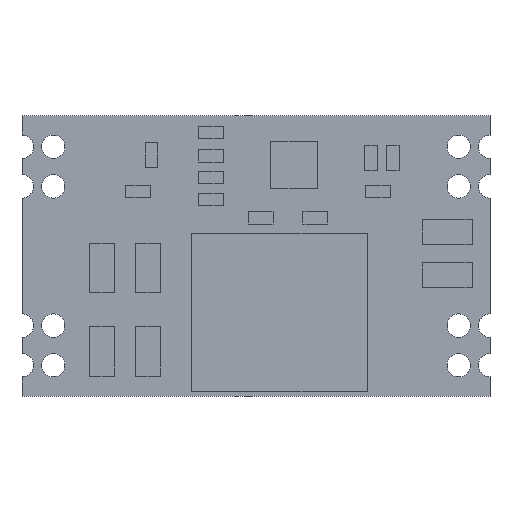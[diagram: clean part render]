
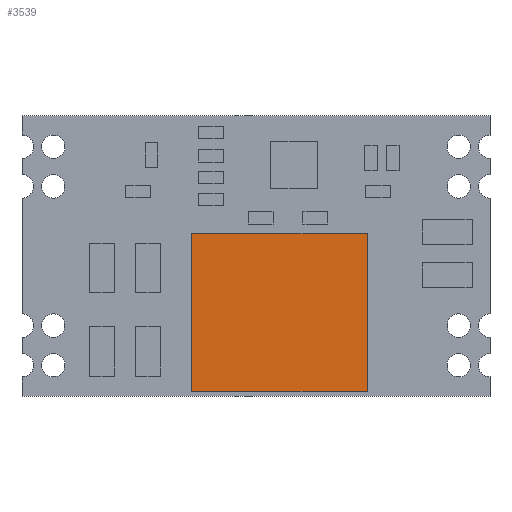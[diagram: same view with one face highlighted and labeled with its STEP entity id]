
A CAD part, top view. The second image highlights one B-rep face of the part: STEP entity #3539.
In plain terms, the highlighted planar face has unit normal (0, 0, 1).
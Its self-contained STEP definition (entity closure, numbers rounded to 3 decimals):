
#2056 = VERTEX_POINT('',#2057);
#2057 = CARTESIAN_POINT('',(-4.113,1.426,5.6));
#2063 = EDGE_CURVE('',#2056,#2064,#2066,.T.);
#2064 = VERTEX_POINT('',#2065);
#2065 = CARTESIAN_POINT('',(-4.113,-8.679,5.6));
#2066 = LINE('',#2067,#2068);
#2067 = CARTESIAN_POINT('',(-4.113,1.426,5.6));
#2068 = VECTOR('',#2069,1.);
#2069 = DIRECTION('',(0.,-1.,0.));
#2087 = VERTEX_POINT('',#2088);
#2088 = CARTESIAN_POINT('',(7.122,1.426,5.6));
#2094 = EDGE_CURVE('',#2087,#2056,#2095,.T.);
#2095 = LINE('',#2096,#2097);
#2096 = CARTESIAN_POINT('',(7.122,1.426,5.6));
#2097 = VECTOR('',#2098,1.);
#2098 = DIRECTION('',(-1.,0.,0.));
#2111 = EDGE_CURVE('',#2064,#2112,#2114,.T.);
#2112 = VERTEX_POINT('',#2113);
#2113 = CARTESIAN_POINT('',(7.122,-8.679,5.6));
#2114 = LINE('',#2115,#2116);
#2115 = CARTESIAN_POINT('',(-4.113,-8.679,5.6));
#2116 = VECTOR('',#2117,1.);
#2117 = DIRECTION('',(1.,0.,0.));
#2135 = EDGE_CURVE('',#2112,#2087,#2136,.T.);
#2136 = LINE('',#2137,#2138);
#2137 = CARTESIAN_POINT('',(7.122,-8.679,5.6));
#2138 = VECTOR('',#2139,1.);
#2139 = DIRECTION('',(0.,1.,0.));
#3539 = ADVANCED_FACE('',(#3540),#3546,.T.);
#3540 = FACE_BOUND('',#3541,.T.);
#3541 = EDGE_LOOP('',(#3542,#3543,#3544,#3545));
#3542 = ORIENTED_EDGE('',*,*,#2063,.T.);
#3543 = ORIENTED_EDGE('',*,*,#2111,.T.);
#3544 = ORIENTED_EDGE('',*,*,#2135,.T.);
#3545 = ORIENTED_EDGE('',*,*,#2094,.T.);
#3546 = PLANE('',#3547);
#3547 = AXIS2_PLACEMENT_3D('',#3548,#3549,#3550);
#3548 = CARTESIAN_POINT('',(1.504,-3.626,5.6));
#3549 = DIRECTION('',(0.,0.,1.));
#3550 = DIRECTION('',(1.,0.,0.));
